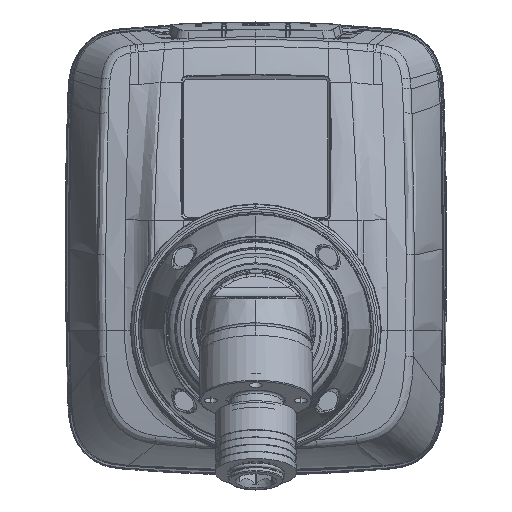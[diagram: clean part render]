
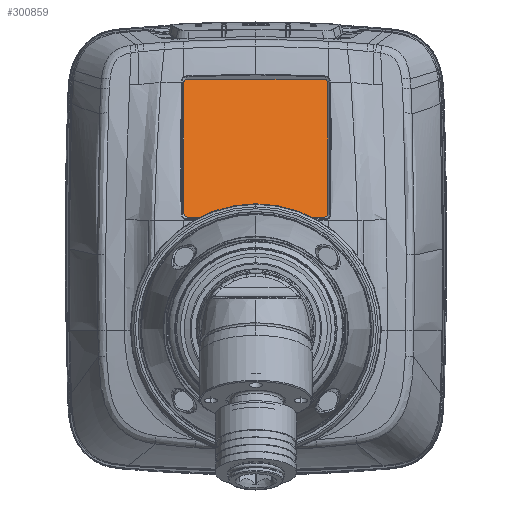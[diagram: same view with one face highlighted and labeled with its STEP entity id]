
A CAD part, top view. The second image highlights one B-rep face of the part: STEP entity #300859.
In plain terms, the highlighted planar face has unit normal (0, 0.292, 0.956).
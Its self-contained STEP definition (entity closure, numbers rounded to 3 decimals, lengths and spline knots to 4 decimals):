
#200499=CARTESIAN_POINT('',(-0.528,1.9356,
-8.3915));
#200500=CARTESIAN_POINT('',(-0.5304,1.9356,
-8.3915));
#200501=CARTESIAN_POINT('',(-0.5345,1.935,
-8.3913));
#200502=CARTESIAN_POINT('',(-0.5414,1.9325,
-8.3906));
#200503=CARTESIAN_POINT('',(-0.5481,1.9276,
-8.3891));
#200504=CARTESIAN_POINT('',(-0.5528,1.9207,
-8.387));
#200505=CARTESIAN_POINT('',(-0.5551,1.9138,
-8.3849));
#200506=CARTESIAN_POINT('',(-0.5556,1.9098,
-8.3836));
#200507=CARTESIAN_POINT('',(-0.5556,1.9075,
-8.3829));
#200540=DIRECTION('',(-1.,0.,0.));
#200541=VECTOR('',#200540,1.0555);
#200542=CARTESIAN_POINT('',(0.5277,0.8574,
-8.0619));
#200543=LINE('',#200542,#200541);
#200556=CARTESIAN_POINT('',(0.5277,0.8574,
-8.0619));
#200557=CARTESIAN_POINT('',(0.5301,0.8574,
-8.0619));
#200558=CARTESIAN_POINT('',(0.5342,0.8579,
-8.062));
#200559=CARTESIAN_POINT('',(0.5411,0.8602,
-8.0627));
#200560=CARTESIAN_POINT('',(0.5478,0.8648,
-8.0641));
#200561=CARTESIAN_POINT('',(0.5527,0.8713,
-8.0661));
#200562=CARTESIAN_POINT('',(0.5551,0.8779,
-8.0681));
#200563=CARTESIAN_POINT('',(0.5556,0.8818,
-8.0693));
#200564=CARTESIAN_POINT('',(0.5556,0.884,
-8.07));
#200595=DIRECTION('',(0.,-0.956,0.292));
#200596=VECTOR('',#200595,1.0702);
#200597=CARTESIAN_POINT('',(0.5556,1.9075,
-8.3829));
#200598=LINE('',#200597,#200596);
#200618=CARTESIAN_POINT('',(0.5556,1.9075,
-8.3829));
#200619=CARTESIAN_POINT('',(0.5556,1.9098,
-8.3836));
#200620=CARTESIAN_POINT('',(0.5551,1.9138,
-8.3849));
#200621=CARTESIAN_POINT('',(0.5528,1.9207,
-8.387));
#200622=CARTESIAN_POINT('',(0.5481,1.9276,
-8.3891));
#200623=CARTESIAN_POINT('',(0.5414,1.9325,
-8.3906));
#200624=CARTESIAN_POINT('',(0.5345,1.935,
-8.3913));
#200625=CARTESIAN_POINT('',(0.5304,1.9356,
-8.3915));
#200626=CARTESIAN_POINT('',(0.528,1.9356,
-8.3915));
#200628=DIRECTION('',(-1.,0.,0.));
#200629=VECTOR('',#200628,1.056);
#200630=CARTESIAN_POINT('',(0.528,1.9356,
-8.3915));
#200631=LINE('',#200630,#200629);
#202195=DIRECTION('',(0.,0.956,-0.292));
#202196=VECTOR('',#202195,1.0702);
#202197=CARTESIAN_POINT('',(-0.5556,0.884,
-8.07));
#202198=LINE('',#202197,#202196);
#202218=CARTESIAN_POINT('',(-0.5556,0.884,
-8.07));
#202219=CARTESIAN_POINT('',(-0.5556,0.8818,
-8.0693));
#202220=CARTESIAN_POINT('',(-0.5551,0.8779,
-8.0681));
#202221=CARTESIAN_POINT('',(-0.5527,0.8713,
-8.0661));
#202222=CARTESIAN_POINT('',(-0.5478,0.8648,
-8.0641));
#202223=CARTESIAN_POINT('',(-0.5411,0.8602,
-8.0627));
#202224=CARTESIAN_POINT('',(-0.5342,0.8579,
-8.062));
#202225=CARTESIAN_POINT('',(-0.5301,0.8574,
-8.0619));
#202226=CARTESIAN_POINT('',(-0.5277,0.8574,
-8.0619));
#284549=CARTESIAN_POINT('',(0.5277,0.8574,
-8.0619));
#284550=CARTESIAN_POINT('',(-0.5277,0.8574,
-8.0619));
#284551=VERTEX_POINT('',#284549);
#284552=VERTEX_POINT('',#284550);
#284553=CARTESIAN_POINT('',(0.5556,1.9075,
-8.3829));
#284554=CARTESIAN_POINT('',(0.5556,0.884,
-8.07));
#284555=VERTEX_POINT('',#284553);
#284556=VERTEX_POINT('',#284554);
#284557=CARTESIAN_POINT('',(0.528,1.9356,
-8.3915));
#284558=CARTESIAN_POINT('',(-0.528,1.9356,
-8.3915));
#284559=VERTEX_POINT('',#284557);
#284560=VERTEX_POINT('',#284558);
#284561=CARTESIAN_POINT('',(-0.5556,0.884,
-8.07));
#284562=CARTESIAN_POINT('',(-0.5556,1.9075,
-8.3829));
#284563=VERTEX_POINT('',#284561);
#284564=VERTEX_POINT('',#284562);
#300837=CARTESIAN_POINT('',(-0.8307,1.9943,
-8.4094));
#300838=DIRECTION('',(0.,0.292,0.956));
#300839=DIRECTION('',(0.,-0.956,0.292));
#300840=AXIS2_PLACEMENT_3D('',#300837,#300838,#300839);
#300841=PLANE('',#300840);
#300843=ORIENTED_EDGE('',*,*,#300842,.T.);
#300845=ORIENTED_EDGE('',*,*,#300844,.F.);
#300847=ORIENTED_EDGE('',*,*,#300846,.T.);
#300848=ORIENTED_EDGE('',*,*,#300827,.F.);
#300850=ORIENTED_EDGE('',*,*,#300849,.F.);
#300852=ORIENTED_EDGE('',*,*,#300851,.F.);
#300854=ORIENTED_EDGE('',*,*,#300853,.T.);
#300856=ORIENTED_EDGE('',*,*,#300855,.F.);
#300857=EDGE_LOOP('',(#300843,#300845,#300847,#300848,#300850,#300852,#300854,
#300856));
#300858=FACE_OUTER_BOUND('',#300857,.F.);
#300859=ADVANCED_FACE('',(#300858),#300841,.T.);
#200508=B_SPLINE_CURVE_WITH_KNOTS('',3,(#200499,#200500,#200501,#200502,#200503,
#200504,#200505,#200506,#200507),.UNSPECIFIED.,.F.,.F.,(4,1,1,1,1,1,4),(0.,
0.125,0.25,0.5,0.75,0.875,1.),.UNSPECIFIED.);
#200565=B_SPLINE_CURVE_WITH_KNOTS('',3,(#200556,#200557,#200558,#200559,#200560,
#200561,#200562,#200563,#200564),.UNSPECIFIED.,.F.,.F.,(4,1,1,1,1,1,4),(0.,
0.125,0.25,0.5,0.75,0.875,1.),.UNSPECIFIED.);
#200627=B_SPLINE_CURVE_WITH_KNOTS('',3,(#200618,#200619,#200620,#200621,#200622,
#200623,#200624,#200625,#200626),.UNSPECIFIED.,.F.,.F.,(4,1,1,1,1,1,4),(0.,
0.125,0.25,0.5,0.75,0.875,1.),.UNSPECIFIED.);
#202227=B_SPLINE_CURVE_WITH_KNOTS('',3,(#202218,#202219,#202220,#202221,#202222,
#202223,#202224,#202225,#202226),.UNSPECIFIED.,.F.,.F.,(4,1,1,1,1,1,4),(0.,
0.125,0.25,0.5,0.75,0.875,1.),.UNSPECIFIED.);
#300827=EDGE_CURVE('',#284560,#284564,#200508,.T.);
#300842=EDGE_CURVE('',#284551,#284552,#200543,.T.);
#300844=EDGE_CURVE('',#284563,#284552,#202227,.T.);
#300846=EDGE_CURVE('',#284563,#284564,#202198,.T.);
#300849=EDGE_CURVE('',#284559,#284560,#200631,.T.);
#300851=EDGE_CURVE('',#284555,#284559,#200627,.T.);
#300853=EDGE_CURVE('',#284555,#284556,#200598,.T.);
#300855=EDGE_CURVE('',#284551,#284556,#200565,.T.);
